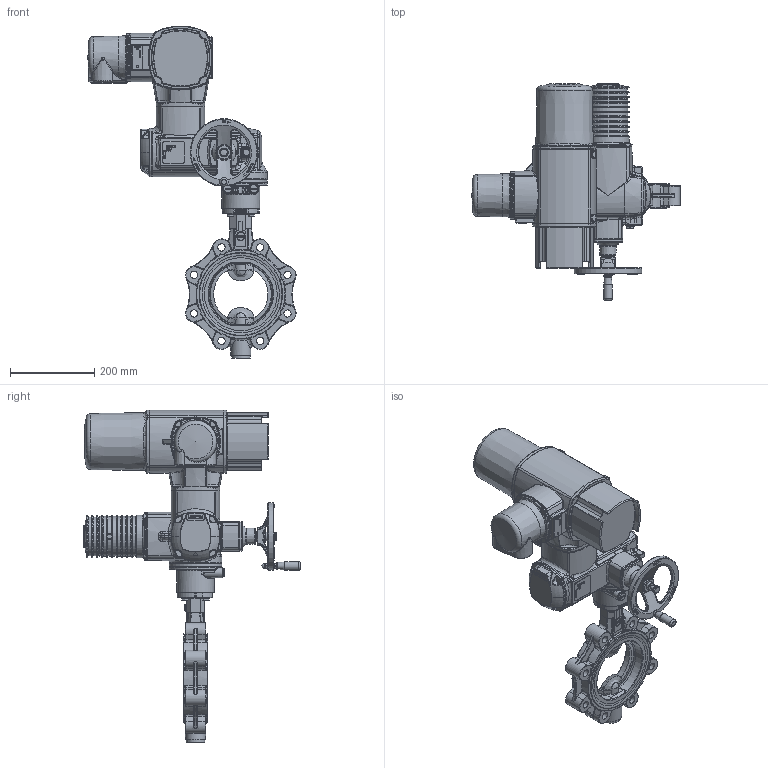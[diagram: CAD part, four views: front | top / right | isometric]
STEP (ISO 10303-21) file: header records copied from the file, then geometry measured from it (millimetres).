
FILE_DESCRIPTION(/* description */ (''),/* implementation_level */ '2;1');
FILE_NAME(/* name */ 'DZ6E-150-0105.stp',/* time_stamp */ '2018-01-12T08:27:24+01:00',/* author */ ('hellwig'),/* organization */ (''),/* preprocessor_version */ 'ST-DEVELOPER v16.5',/* originating_system */ 'Autodesk Inventor 2017',/* authorisation */ '');
FILE_SCHEMA (('AUTOMOTIVE_DESIGN { 1 0 10303 214 3 1 1 }'));
Length unit declared in the file: millimetre
Products named in the file (1): M49011
Bounding box: 494.31 x 514.2 x 788 mm (x, y, z)
Volume: 17808628.6 mm3; surface area: 941687 mm2
Topology: 5 solids, 24 shells, 4452 faces, 10884 edges, 6499 vertices
Faces by surface type: bspline 1514, plane 1089, cylinder 899, torus 527, cone 299, sphere 124
Full cylindrical faces by diameter (mm): 4 x1, 4.917 x3, 5 x4, 6.6 x4, 6.8 x4, 7.323 x4, 8 x5, 8.4 x4, 9 x4, 11.4 x4, 12.5 x1, 16 x4, 17.294 x8, 18.5 x1, 19 x2, 20 x4, 20.7 x3, 22 x8, 22.2 x2, 22.31 x3, 24 x2, 25 x2, 29.95 x3, 30 x6, 34 x1, 36.376 x2, 38 x1, 38.3 x1, 42 x1, 44 x1
Entity records: 556924 total; most frequent: CARTESIAN_POINT 459607, ORIENTED_EDGE 20538, DIRECTION 16667, EDGE_CURVE 10266, AXIS2_PLACEMENT_3D 6603, VERTEX_POINT 6351, EDGE_LOOP 4990, STYLED_ITEM 4453
